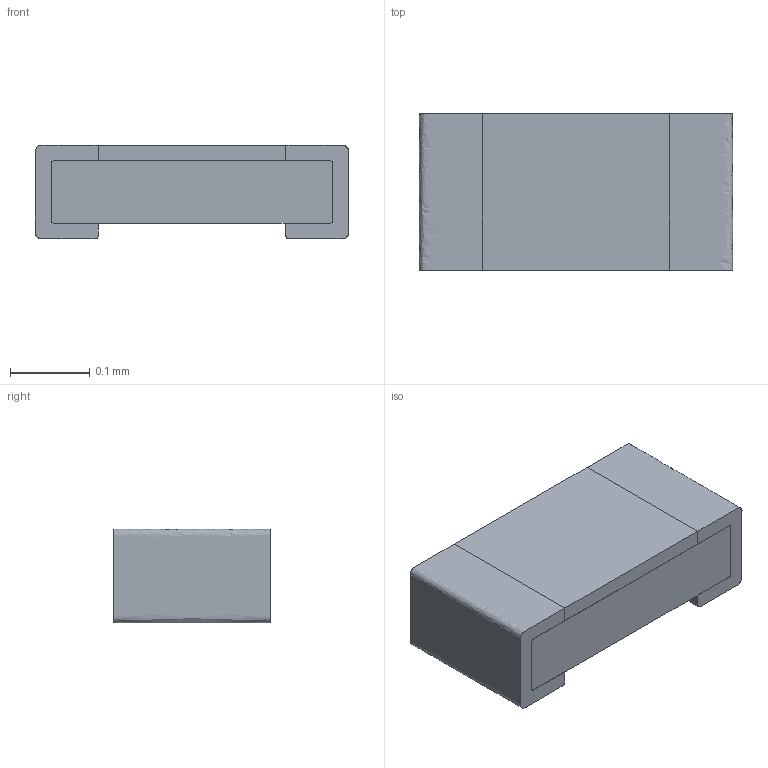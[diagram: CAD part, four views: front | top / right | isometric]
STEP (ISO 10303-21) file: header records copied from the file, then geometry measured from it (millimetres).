
FILE_DESCRIPTION(('FreeCAD Model'),'2;1');
FILE_NAME('R_0402.STEP', '2016-03-20T01:04:09',('Author'),(''), 'Open CASCADE STEP processor 6.8','FreeCAD','Unknown');
FILE_SCHEMA(('AUTOMOTIVE_DESIGN_CC2 { 1 2 10303 214 -1 1 5 4 }'));
Length unit declared in the file: millimetre
Products named in the file (4): Document; Document001; Document002; Document003
Bounding box: 0.39 x 0.2 x 0.12 mm (x, y, z)
Volume: 0 mm3; surface area: 0.6 mm2
Topology: 4 solids, 4 shells, 22 faces, 42 edges, 28 vertices
Faces by surface type: bspline 22
Entity records: 1519 total; most frequent: CARTESIAN_POINT 885, B_SPLINE_CURVE_WITH_KNOTS 94, ORIENTED_EDGE 84, PCURVE 84, DEFINITIONAL_REPRESENTATION 84, EDGE_CURVE 42, SURFACE_CURVE 42, VERTEX_POINT 28
